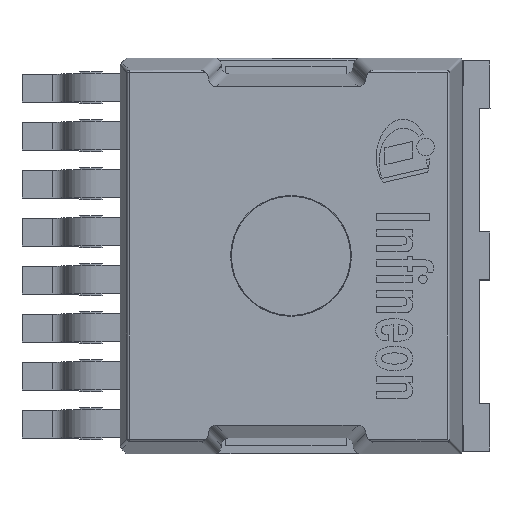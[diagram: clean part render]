
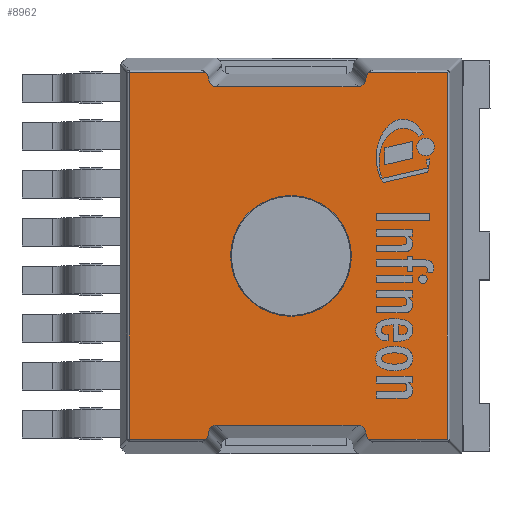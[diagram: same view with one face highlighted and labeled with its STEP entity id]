
A CAD part, top view. The second image highlights one B-rep face of the part: STEP entity #8962.
In plain terms, the highlighted planar face has unit normal (0, 0, 1).
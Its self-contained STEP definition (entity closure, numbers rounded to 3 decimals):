
#45=ELLIPSE('',#9825,0.206,0.2);
#46=ELLIPSE('',#9826,0.206,0.2);
#47=ELLIPSE('',#9827,0.206,0.2);
#48=ELLIPSE('',#9828,0.206,0.2);
#49=ELLIPSE('',#9829,0.206,0.2);
#50=ELLIPSE('',#9830,0.206,0.2);
#51=ELLIPSE('',#9831,0.206,0.2);
#52=ELLIPSE('',#9832,0.206,0.2);
#186=FACE_BOUND('',#1732,.T.);
#714=CIRCLE('',#9823,1.51);
#1216=FACE_OUTER_BOUND('',#1731,.T.);
#1731=EDGE_LOOP('',(#7911,#7912,#7913,#7914,#7915,#7916,#7917,#7918,#7919,
#7920,#7921,#7922,#7923,#7924,#7925,#7926,#7927,#7928,#7929,#7930));
#1732=EDGE_LOOP('',(#7931));
#2530=LINE('',#15485,#3359);
#2531=LINE('',#15487,#3360);
#2532=LINE('',#15489,#3361);
#2533=LINE('',#15493,#3362);
#2534=LINE('',#15497,#3363);
#2535=LINE('',#15501,#3364);
#2536=LINE('',#15505,#3365);
#2537=LINE('',#15507,#3366);
#2538=LINE('',#15509,#3367);
#2539=LINE('',#15513,#3368);
#2540=LINE('',#15517,#3369);
#2541=LINE('',#15521,#3370);
#3359=VECTOR('',#12251,1.);
#3360=VECTOR('',#12252,1.);
#3361=VECTOR('',#12253,1.);
#3362=VECTOR('',#12256,1.);
#3363=VECTOR('',#12259,1.);
#3364=VECTOR('',#12262,1.);
#3365=VECTOR('',#12265,1.);
#3366=VECTOR('',#12266,1.);
#3367=VECTOR('',#12267,1.);
#3368=VECTOR('',#12270,1.);
#3369=VECTOR('',#12273,1.);
#3370=VECTOR('',#12276,1.);
#4195=VERTEX_POINT('',#15480);
#4196=VERTEX_POINT('',#15483);
#4197=VERTEX_POINT('',#15484);
#4198=VERTEX_POINT('',#15486);
#4199=VERTEX_POINT('',#15488);
#4200=VERTEX_POINT('',#15490);
#4201=VERTEX_POINT('',#15492);
#4202=VERTEX_POINT('',#15494);
#4203=VERTEX_POINT('',#15496);
#4204=VERTEX_POINT('',#15498);
#4205=VERTEX_POINT('',#15500);
#4206=VERTEX_POINT('',#15502);
#4207=VERTEX_POINT('',#15504);
#4208=VERTEX_POINT('',#15506);
#4209=VERTEX_POINT('',#15508);
#4210=VERTEX_POINT('',#15510);
#4211=VERTEX_POINT('',#15512);
#4212=VERTEX_POINT('',#15514);
#4213=VERTEX_POINT('',#15516);
#4214=VERTEX_POINT('',#15518);
#4215=VERTEX_POINT('',#15520);
#5449=EDGE_CURVE('',#4195,#4195,#714,.T.);
#5450=EDGE_CURVE('',#4196,#4197,#2530,.T.);
#5451=EDGE_CURVE('',#4198,#4196,#2531,.T.);
#5452=EDGE_CURVE('',#4199,#4198,#2532,.T.);
#5453=EDGE_CURVE('',#4200,#4199,#45,.T.);
#5454=EDGE_CURVE('',#4200,#4201,#2533,.T.);
#5455=EDGE_CURVE('',#4202,#4201,#46,.T.);
#5456=EDGE_CURVE('',#4202,#4203,#2534,.T.);
#5457=EDGE_CURVE('',#4204,#4203,#47,.T.);
#5458=EDGE_CURVE('',#4204,#4205,#2535,.T.);
#5459=EDGE_CURVE('',#4206,#4205,#48,.T.);
#5460=EDGE_CURVE('',#4207,#4206,#2536,.T.);
#5461=EDGE_CURVE('',#4207,#4208,#2537,.T.);
#5462=EDGE_CURVE('',#4209,#4208,#2538,.T.);
#5463=EDGE_CURVE('',#4210,#4209,#49,.T.);
#5464=EDGE_CURVE('',#4210,#4211,#2539,.T.);
#5465=EDGE_CURVE('',#4212,#4211,#50,.T.);
#5466=EDGE_CURVE('',#4212,#4213,#2540,.T.);
#5467=EDGE_CURVE('',#4214,#4213,#51,.T.);
#5468=EDGE_CURVE('',#4214,#4215,#2541,.T.);
#5469=EDGE_CURVE('',#4197,#4215,#52,.T.);
#7911=ORIENTED_EDGE('',*,*,#5450,.F.);
#7912=ORIENTED_EDGE('',*,*,#5451,.F.);
#7913=ORIENTED_EDGE('',*,*,#5452,.F.);
#7914=ORIENTED_EDGE('',*,*,#5453,.F.);
#7915=ORIENTED_EDGE('',*,*,#5454,.T.);
#7916=ORIENTED_EDGE('',*,*,#5455,.F.);
#7917=ORIENTED_EDGE('',*,*,#5456,.T.);
#7918=ORIENTED_EDGE('',*,*,#5457,.F.);
#7919=ORIENTED_EDGE('',*,*,#5458,.T.);
#7920=ORIENTED_EDGE('',*,*,#5459,.F.);
#7921=ORIENTED_EDGE('',*,*,#5460,.F.);
#7922=ORIENTED_EDGE('',*,*,#5461,.T.);
#7923=ORIENTED_EDGE('',*,*,#5462,.F.);
#7924=ORIENTED_EDGE('',*,*,#5463,.F.);
#7925=ORIENTED_EDGE('',*,*,#5464,.T.);
#7926=ORIENTED_EDGE('',*,*,#5465,.F.);
#7927=ORIENTED_EDGE('',*,*,#5466,.T.);
#7928=ORIENTED_EDGE('',*,*,#5467,.F.);
#7929=ORIENTED_EDGE('',*,*,#5468,.T.);
#7930=ORIENTED_EDGE('',*,*,#5469,.F.);
#7931=ORIENTED_EDGE('',*,*,#5449,.F.);
#8488=PLANE('',#9824);
#8962=ADVANCED_FACE('',(#1216,#186),#8488,.T.);
#9823=AXIS2_PLACEMENT_3D('',#15481,#12247,#12248);
#9824=AXIS2_PLACEMENT_3D('',#15482,#12249,#12250);
#9825=AXIS2_PLACEMENT_3D('',#15491,#12254,#12255);
#9826=AXIS2_PLACEMENT_3D('',#15495,#12257,#12258);
#9827=AXIS2_PLACEMENT_3D('',#15499,#12260,#12261);
#9828=AXIS2_PLACEMENT_3D('',#15503,#12263,#12264);
#9829=AXIS2_PLACEMENT_3D('',#15511,#12268,#12269);
#9830=AXIS2_PLACEMENT_3D('',#15515,#12271,#12272);
#9831=AXIS2_PLACEMENT_3D('',#15519,#12274,#12275);
#9832=AXIS2_PLACEMENT_3D('',#15522,#12277,#12278);
#12247=DIRECTION('center_axis',(0.,0.,
1.));
#12248=DIRECTION('ref_axis',(0.,1.,0.));
#12249=DIRECTION('center_axis',(0.,0.,
1.));
#12250=DIRECTION('ref_axis',(-1.,0.,0.));
#12251=DIRECTION('',(-1.,0.,0.));
#12252=DIRECTION('',(0.,-1.,0.));
#12253=DIRECTION('',(1.,0.,0.));
#12254=DIRECTION('center_axis',(0.,0.,
-1.));
#12255=DIRECTION('ref_axis',(-0.707,0.707,0.));
#12256=DIRECTION('',(0.,-1.,0.));
#12257=DIRECTION('center_axis',(0.,0.,
1.));
#12258=DIRECTION('ref_axis',(0.707,-0.707,0.));
#12259=DIRECTION('',(-1.,0.,0.));
#12260=DIRECTION('center_axis',(0.,0.,
1.));
#12261=DIRECTION('ref_axis',(-0.707,-0.707,0.));
#12262=DIRECTION('',(0.,1.,0.));
#12263=DIRECTION('center_axis',(0.,0.,
-1.));
#12264=DIRECTION('ref_axis',(0.707,0.707,0.));
#12265=DIRECTION('',(1.,0.,0.));
#12266=DIRECTION('',(0.,-1.,0.));
#12267=DIRECTION('',(-1.,0.,0.));
#12268=DIRECTION('center_axis',(0.,0.,
-1.));
#12269=DIRECTION('ref_axis',(0.707,-0.707,0.));
#12270=DIRECTION('',(0.,1.,0.));
#12271=DIRECTION('center_axis',(0.,0.,
1.));
#12272=DIRECTION('ref_axis',(-0.707,0.707,0.));
#12273=DIRECTION('',(1.,0.,0.));
#12274=DIRECTION('center_axis',(0.,0.,
1.));
#12275=DIRECTION('ref_axis',(0.707,0.707,0.));
#12276=DIRECTION('',(0.,-1.,0.));
#12277=DIRECTION('center_axis',(0.,0.,
-1.));
#12278=DIRECTION('ref_axis',(-0.707,-0.707,0.));
#15480=CARTESIAN_POINT('',(0.875,-1.51,2.4));
#15481=CARTESIAN_POINT('Origin',(0.875,0.,
2.4));
#15482=CARTESIAN_POINT('Origin',(4.782,4.95,2.4));
#15483=CARTESIAN_POINT('',(4.782,-4.582,2.4));
#15484=CARTESIAN_POINT('',(2.813,-4.582,2.4));
#15485=CARTESIAN_POINT('',(5.532,-4.582,2.4));
#15486=CARTESIAN_POINT('',(4.782,4.582,2.4));
#15487=CARTESIAN_POINT('',(4.782,4.95,2.4));
#15488=CARTESIAN_POINT('',(2.813,4.582,2.4));
#15489=CARTESIAN_POINT('',(7.713,4.582,2.4));
#15490=CARTESIAN_POINT('',(2.749,4.436,2.4));
#15491=CARTESIAN_POINT('Origin',(2.952,4.429,2.4));
#15492=CARTESIAN_POINT('',(2.749,4.43,2.4));
#15493=CARTESIAN_POINT('',(2.749,4.591,2.4));
#15494=CARTESIAN_POINT('',(2.552,4.233,2.4));
#15495=CARTESIAN_POINT('Origin',(2.546,4.436,2.4));
#15496=CARTESIAN_POINT('',(-0.989,4.233,2.4));
#15497=CARTESIAN_POINT('',(1.798,4.233,2.4));
#15498=CARTESIAN_POINT('',(-1.186,4.43,2.4));
#15499=CARTESIAN_POINT('Origin',(-0.983,4.436,2.4));
#15500=CARTESIAN_POINT('',(-1.186,4.436,2.4));
#15501=CARTESIAN_POINT('',(-1.186,5.591,2.4));
#15502=CARTESIAN_POINT('',(-1.251,4.582,2.4));
#15503=CARTESIAN_POINT('Origin',(-1.389,4.429,2.4));
#15504=CARTESIAN_POINT('',(-3.166,4.582,2.4));
#15505=CARTESIAN_POINT('',(7.713,4.582,2.4));
#15506=CARTESIAN_POINT('',(-3.166,-4.582,2.4));
#15507=CARTESIAN_POINT('',(-3.166,4.95,2.4));
#15508=CARTESIAN_POINT('',(-1.251,-4.582,2.4));
#15509=CARTESIAN_POINT('',(5.532,-4.582,2.4));
#15510=CARTESIAN_POINT('',(-1.186,-4.436,2.4));
#15511=CARTESIAN_POINT('Origin',(-1.389,-4.429,2.4));
#15512=CARTESIAN_POINT('',(-1.186,-4.43,2.4));
#15513=CARTESIAN_POINT('',(-1.186,0.359,2.4));
#15514=CARTESIAN_POINT('',(-0.989,-4.233,2.4));
#15515=CARTESIAN_POINT('Origin',(-0.983,-4.436,2.4));
#15516=CARTESIAN_POINT('',(2.552,-4.233,2.4));
#15517=CARTESIAN_POINT('',(3.607,-4.233,2.4));
#15518=CARTESIAN_POINT('',(2.749,-4.43,2.4));
#15519=CARTESIAN_POINT('Origin',(2.546,-4.436,2.4));
#15520=CARTESIAN_POINT('',(2.749,-4.436,2.4));
#15521=CARTESIAN_POINT('',(2.749,-0.641,2.4));
#15522=CARTESIAN_POINT('Origin',(2.952,-4.429,2.4));
